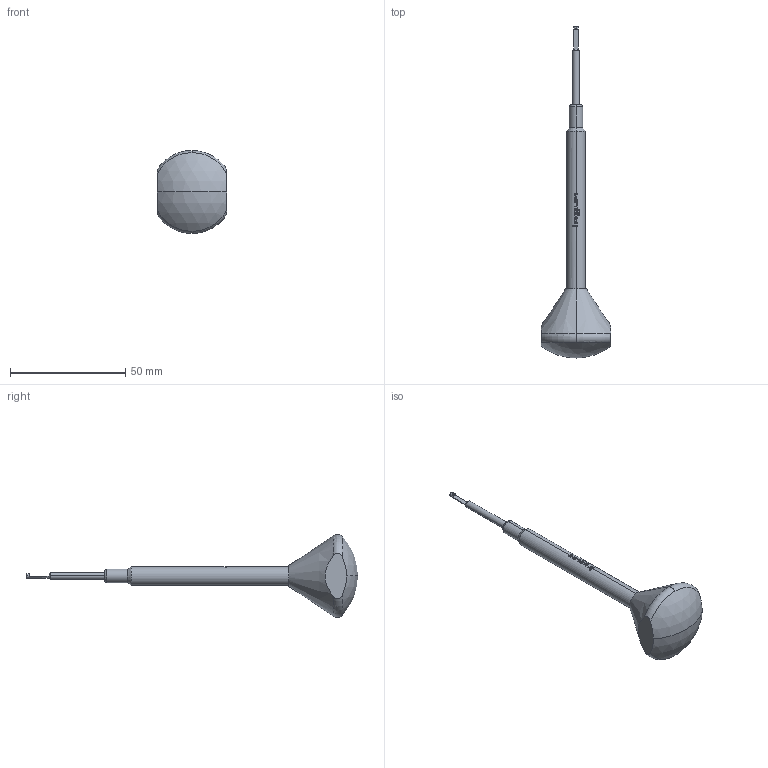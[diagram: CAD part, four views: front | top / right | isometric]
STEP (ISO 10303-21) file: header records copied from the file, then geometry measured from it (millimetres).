
FILE_DESCRIPTION (( 'STEP AP203' ), '1' );
FILE_NAME ('INGUN_SW-ZW-GKS-101.STEP', '2022-03-14T12:29:54', ( 'ochi' ), ( '' ), 'SwSTEP 2.0', 'SolidWorks 2018', '' );
FILE_SCHEMA (( 'CONFIG_CONTROL_DESIGN' ));
Length unit declared in the file: millimetre
Products named in the file (1): INGUN_SW-ZW-GKS-101
Bounding box: 30 x 144 x 36 mm (x, y, z)
Volume: 18850.7 mm3; surface area: 5333.9 mm2
Topology: 1 solids, 1 shells, 120 faces, 331 edges, 216 vertices
Faces by surface type: plane 52, cylinder 29, bspline 22, cone 12, torus 3, sphere 2
Entity records: 4335 total; most frequent: CARTESIAN_POINT 1340, ORIENTED_EDGE 662, DIRECTION 556, EDGE_CURVE 331, AXIS2_PLACEMENT_3D 222, VERTEX_POINT 216, CIRCLE 123, EDGE_LOOP 123
